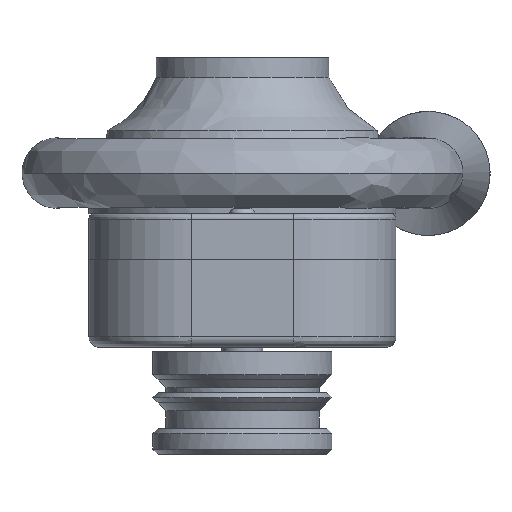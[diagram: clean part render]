
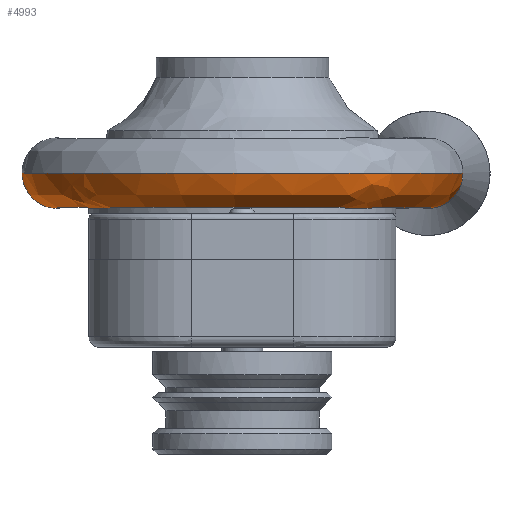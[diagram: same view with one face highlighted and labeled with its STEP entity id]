
A CAD part, front view. The second image highlights one B-rep face of the part: STEP entity #4993.
In plain terms, the highlighted free-form (B-spline) face has degree [2, 2] with [9, 5] control points.
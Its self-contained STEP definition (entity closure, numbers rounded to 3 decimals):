
#4993 = ADVANCED_FACE('',(#4994),#5068,.T.);
#4994 = FACE_BOUND('',#4995,.T.);
#4995 = EDGE_LOOP('',(#4996,#5006,#5031,#5039,#5047,#5057,#5067));
#4996 = ORIENTED_EDGE('',*,*,#4997,.F.);
#4997 = EDGE_CURVE('',#4998,#5000,#5002,.T.);
#4998 = VERTEX_POINT('',#4999);
#4999 = CARTESIAN_POINT('',(28.877,30.86,
    11.774));
#5000 = VERTEX_POINT('',#5001);
#5001 = CARTESIAN_POINT('',(-42.264,0.,
    11.774));
#5002 = ( BOUNDED_CURVE() B_SPLINE_CURVE(2,(#5003,#5004,#5005),
.UNSPECIFIED.,.F.,.F.) B_SPLINE_CURVE_WITH_KNOTS((3,3),(0.819,
3.142),.PIECEWISE_BEZIER_KNOTS.) CURVE() 
GEOMETRIC_REPRESENTATION_ITEM() RATIONAL_B_SPLINE_CURVE((1.,
0.398,1.)) REPRESENTATION_ITEM('') );
#5003 = CARTESIAN_POINT('',(28.877,30.86,
    11.774));
#5004 = CARTESIAN_POINT('',(-42.264,97.431,
    11.774));
#5005 = CARTESIAN_POINT('',(-42.264,0.,
    11.774));
#5006 = ORIENTED_EDGE('',*,*,#5007,.T.);
#5007 = EDGE_CURVE('',#4998,#5008,#5010,.T.);
#5008 = VERTEX_POINT('',#5009);
#5009 = CARTESIAN_POINT('',(33.823,0.,5.227));
#5010 = B_SPLINE_CURVE_WITH_KNOTS('',3,(#5011,#5012,#5013,#5014,#5015,
    #5016,#5017,#5018,#5019,#5020,#5021,#5022,#5023,#5024,#5025,#5026,
    #5027,#5028,#5029,#5030),.UNSPECIFIED.,.F.,.F.,(4,2,2,2,2,2,2,2,2,4)
  ,(-1.517,-1.494,-1.404,-1.277,
    -1.083,-0.559,-0.356,-0.16,
    -0.063,0.),.UNSPECIFIED.);
#5011 = CARTESIAN_POINT('',(28.877,30.86,
    11.774));
#5012 = CARTESIAN_POINT('',(28.876,30.861,
    11.677));
#5013 = CARTESIAN_POINT('',(28.877,30.857,
    11.579));
#5014 = CARTESIAN_POINT('',(28.893,30.815,
    11.091));
#5015 = CARTESIAN_POINT('',(28.939,30.705,
    10.721));
#5016 = CARTESIAN_POINT('',(29.106,30.304,
    9.886));
#5017 = CARTESIAN_POINT('',(29.259,29.941,
    9.409));
#5018 = CARTESIAN_POINT('',(29.774,28.683,
    8.26));
#5019 = CARTESIAN_POINT('',(30.202,27.615,
    7.624));
#5020 = CARTESIAN_POINT('',(32.103,22.419,
    5.62));
#5021 = CARTESIAN_POINT('',(33.733,17.077,
    5.195));
#5022 = CARTESIAN_POINT('',(34.914,9.042,
    5.018));
#5023 = CARTESIAN_POINT('',(35.128,6.726,
    5.008));
#5024 = CARTESIAN_POINT('',(35.02,3.258,5.016
    ));
#5025 = CARTESIAN_POINT('',(34.728,2.41,
    5.038));
#5026 = CARTESIAN_POINT('',(34.204,1.249,
    5.133));
#5027 = CARTESIAN_POINT('',(34.035,0.926,
    5.172));
#5028 = CARTESIAN_POINT('',(33.862,0.402,
    5.216));
#5029 = CARTESIAN_POINT('',(33.823,0.206,
    5.227));
#5030 = CARTESIAN_POINT('',(33.823,0.,
    5.227));
#5031 = ORIENTED_EDGE('',*,*,#5032,.T.);
#5032 = EDGE_CURVE('',#5008,#5033,#5035,.T.);
#5033 = VERTEX_POINT('',#5034);
#5034 = CARTESIAN_POINT('',(42.264,0.,11.774));
#5035 = ( BOUNDED_CURVE() B_SPLINE_CURVE(2,(#5036,#5037,#5038),
.UNSPECIFIED.,.F.,.F.) B_SPLINE_CURVE_WITH_KNOTS((3,3),(4.459,
6.285),.PIECEWISE_BEZIER_KNOTS.) CURVE() 
GEOMETRIC_REPRESENTATION_ITEM() RATIONAL_B_SPLINE_CURVE((1.,
0.611,1.)) REPRESENTATION_ITEM('') );
#5036 = CARTESIAN_POINT('',(33.823,0.,5.227));
#5037 = CARTESIAN_POINT('',(42.281,0.,3.038));
#5038 = CARTESIAN_POINT('',(42.264,0.,11.774));
#5039 = ORIENTED_EDGE('',*,*,#5040,.F.);
#5040 = EDGE_CURVE('',#5000,#5033,#5041,.T.);
#5041 = ( BOUNDED_CURVE() B_SPLINE_CURVE(2,(#5042,#5043,#5044,#5045,
#5046),.UNSPECIFIED.,.F.,.F.) B_SPLINE_CURVE_WITH_KNOTS((3,2,3),(
    3.142,4.712,6.283),
.PIECEWISE_BEZIER_KNOTS.) CURVE() GEOMETRIC_REPRESENTATION_ITEM() 
RATIONAL_B_SPLINE_CURVE((1.,0.707,1.,0.707,1.)) 
REPRESENTATION_ITEM('') );
#5042 = CARTESIAN_POINT('',(-42.264,0.,
    11.774));
#5043 = CARTESIAN_POINT('',(-42.264,-42.264,
    11.774));
#5044 = CARTESIAN_POINT('',(0.,-42.264,
    11.774));
#5045 = CARTESIAN_POINT('',(42.264,-42.264,
    11.774));
#5046 = CARTESIAN_POINT('',(42.264,0.,
    11.774));
#5047 = ORIENTED_EDGE('',*,*,#5048,.T.);
#5048 = EDGE_CURVE('',#5000,#5049,#5051,.T.);
#5049 = VERTEX_POINT('',#5050);
#5050 = CARTESIAN_POINT('',(-29.435,0.,
    8.83));
#5051 = ( BOUNDED_CURVE() B_SPLINE_CURVE(2,(#5052,#5053,#5054,#5055,
#5056),.UNSPECIFIED.,.F.,.F.) B_SPLINE_CURVE_WITH_KNOTS((3,2,3),(
    6.281,7.628,8.976),
.PIECEWISE_BEZIER_KNOTS.) CURVE() GEOMETRIC_REPRESENTATION_ITEM() 
RATIONAL_B_SPLINE_CURVE((1.,0.782,1.,0.782,1.)) 
REPRESENTATION_ITEM('') );
#5052 = CARTESIAN_POINT('',(-42.264,0.,
    11.774));
#5053 = CARTESIAN_POINT('',(-42.274,0.,
    6.387));
#5054 = CARTESIAN_POINT('',(-37.024,0.,
    5.183));
#5055 = CARTESIAN_POINT('',(-31.774,0.,
    3.978));
#5056 = CARTESIAN_POINT('',(-29.435,0.,
    8.83));
#5057 = ORIENTED_EDGE('',*,*,#5058,.T.);
#5058 = EDGE_CURVE('',#5049,#5049,#5059,.T.);
#5059 = ( BOUNDED_CURVE() B_SPLINE_CURVE(2,(#5060,#5061,#5062,#5063,
#5064,#5065,#5066),.UNSPECIFIED.,.T.,.F.) B_SPLINE_CURVE_WITH_KNOTS((3,2
    ,2,3),(3.142,5.236,7.33,9.425),
.PIECEWISE_BEZIER_KNOTS.) CURVE() GEOMETRIC_REPRESENTATION_ITEM() 
RATIONAL_B_SPLINE_CURVE((1.,0.5,1.,0.5,1.,0.5,1.)) REPRESENTATION_ITEM(
  '') );
#5060 = CARTESIAN_POINT('',(-29.435,0.,
    8.83));
#5061 = CARTESIAN_POINT('',(-29.435,-50.983,
    8.83));
#5062 = CARTESIAN_POINT('',(14.717,-25.491,
    8.83));
#5063 = CARTESIAN_POINT('',(58.87,0.,
    8.83));
#5064 = CARTESIAN_POINT('',(14.717,25.491,
    8.83));
#5065 = CARTESIAN_POINT('',(-29.435,50.983,
    8.83));
#5066 = CARTESIAN_POINT('',(-29.435,0.,
    8.83));
#5067 = ORIENTED_EDGE('',*,*,#5048,.F.);
#5068 = ( BOUNDED_SURFACE() B_SPLINE_SURFACE(2,2,(
    (#5069,#5070,#5071,#5072,#5073)
    ,(#5074,#5075,#5076,#5077,#5078)
    ,(#5079,#5080,#5081,#5082,#5083)
    ,(#5084,#5085,#5086,#5087,#5088)
    ,(#5089,#5090,#5091,#5092,#5093)
    ,(#5094,#5095,#5096,#5097,#5098)
    ,(#5099,#5100,#5101,#5102,#5103)
    ,(#5104,#5105,#5106,#5107,#5108)
    ,(#5109,#5110,#5111,#5112,#5113
)),.UNSPECIFIED.,.T.,.F.,.F.) B_SPLINE_SURFACE_WITH_KNOTS((3,2,2,2,3),(3
    ,2,3),(-3.142,-2.094,0.,2.094,
    3.142),(3.591,4.938,6.285),
.UNSPECIFIED.) GEOMETRIC_REPRESENTATION_ITEM() RATIONAL_B_SPLINE_SURFACE
((
    (0.75,0.586,0.75,0.586,0.75)
    ,(0.75,0.586,0.75,0.586,0.75)
    ,(1.,0.782,1.,0.782,1.)
    ,(0.5,0.391,0.5,0.391,0.5)
    ,(1.,0.782,1.,0.782,1.)
    ,(0.5,0.391,0.5,0.391,0.5)
    ,(1.,0.782,1.,0.782,1.)
    ,(0.75,0.586,0.75,0.586,0.75)
    ,(0.75,0.586,0.75,0.586,0.75
))) REPRESENTATION_ITEM('') SURFACE() );
#5069 = CARTESIAN_POINT('',(-29.435,0.,
    8.83));
#5070 = CARTESIAN_POINT('',(-31.774,0.,3.978));
#5071 = CARTESIAN_POINT('',(-37.024,0.,5.183));
#5072 = CARTESIAN_POINT('',(-42.274,0.,
    6.387));
#5073 = CARTESIAN_POINT('',(-42.264,0.,11.774));
#5074 = CARTESIAN_POINT('',(-29.435,-16.994,
    8.83));
#5075 = CARTESIAN_POINT('',(-31.774,-18.345,
    3.978));
#5076 = CARTESIAN_POINT('',(-37.024,-21.376,
    5.183));
#5077 = CARTESIAN_POINT('',(-42.274,-24.407,
    6.387));
#5078 = CARTESIAN_POINT('',(-42.264,-24.401,
    11.774));
#5079 = CARTESIAN_POINT('',(-14.717,-25.491,
    8.83));
#5080 = CARTESIAN_POINT('',(-15.887,-27.517,
    3.978));
#5081 = CARTESIAN_POINT('',(-18.512,-32.064,
    5.183));
#5082 = CARTESIAN_POINT('',(-21.137,-36.611,
    6.387));
#5083 = CARTESIAN_POINT('',(-21.132,-36.601,
    11.774));
#5084 = CARTESIAN_POINT('',(29.435,-50.983,
    8.83));
#5085 = CARTESIAN_POINT('',(31.774,-55.034,
    3.978));
#5086 = CARTESIAN_POINT('',(37.024,-64.127,
    5.183));
#5087 = CARTESIAN_POINT('',(42.274,-73.221,
    6.387));
#5088 = CARTESIAN_POINT('',(42.264,-73.203,
    11.774));
#5089 = CARTESIAN_POINT('',(29.435,0.,8.83));
#5090 = CARTESIAN_POINT('',(31.774,0.,3.978));
#5091 = CARTESIAN_POINT('',(37.024,0.,5.183));
#5092 = CARTESIAN_POINT('',(42.274,0.,6.387));
#5093 = CARTESIAN_POINT('',(42.264,0.,11.774));
#5094 = CARTESIAN_POINT('',(29.435,50.983,
    8.83));
#5095 = CARTESIAN_POINT('',(31.774,55.034,
    3.978));
#5096 = CARTESIAN_POINT('',(37.024,64.127,
    5.183));
#5097 = CARTESIAN_POINT('',(42.274,73.221,
    6.387));
#5098 = CARTESIAN_POINT('',(42.264,73.203,
    11.774));
#5099 = CARTESIAN_POINT('',(-14.717,25.491,
    8.83));
#5100 = CARTESIAN_POINT('',(-15.887,27.517,
    3.978));
#5101 = CARTESIAN_POINT('',(-18.512,32.064,
    5.183));
#5102 = CARTESIAN_POINT('',(-21.137,36.611,
    6.387));
#5103 = CARTESIAN_POINT('',(-21.132,36.601,
    11.774));
#5104 = CARTESIAN_POINT('',(-29.435,16.994,
    8.83));
#5105 = CARTESIAN_POINT('',(-31.774,18.345,
    3.978));
#5106 = CARTESIAN_POINT('',(-37.024,21.376,
    5.183));
#5107 = CARTESIAN_POINT('',(-42.274,24.407,
    6.387));
#5108 = CARTESIAN_POINT('',(-42.264,24.401,
    11.774));
#5109 = CARTESIAN_POINT('',(-29.435,0.,
    8.83));
#5110 = CARTESIAN_POINT('',(-31.774,0.,3.978));
#5111 = CARTESIAN_POINT('',(-37.024,0.,5.183));
#5112 = CARTESIAN_POINT('',(-42.274,0.,
    6.387));
#5113 = CARTESIAN_POINT('',(-42.264,0.,11.774));
